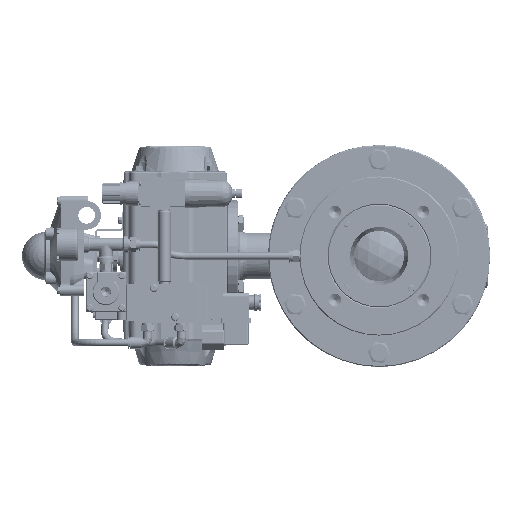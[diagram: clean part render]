
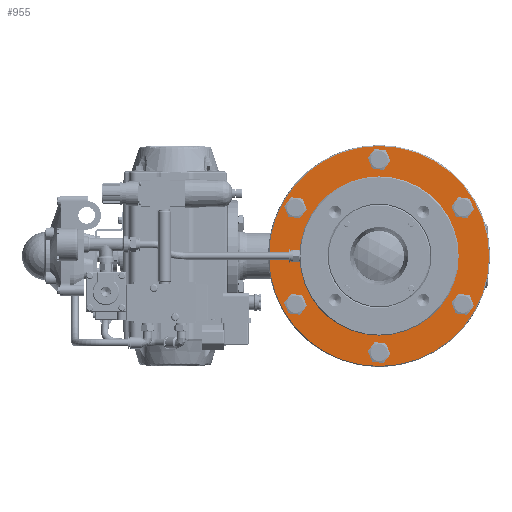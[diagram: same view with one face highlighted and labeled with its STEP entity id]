
A CAD part, left-side view. The second image highlights one B-rep face of the part: STEP entity #955.
In plain terms, the highlighted planar face has unit normal (-1, 0, 0).
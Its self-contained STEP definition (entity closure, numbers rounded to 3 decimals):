
#802=CARTESIAN_POINT('',(25.,89.0,0.0));
#803=VERTEX_POINT('',#802);
#804=CARTESIAN_POINT('',(25.0,0.,0.0));
#805=DIRECTION('',(1.0,0.0,0.0));
#806=DIRECTION('',(0.0,1.0,0.0));
#807=AXIS2_PLACEMENT_3D('',#804,#805,#806);
#808=CIRCLE('',#807,89.0);
#809=EDGE_CURVE('',#803,#803,#808,.T.);
#863=CARTESIAN_POINT('',(25.,123.0,0.));
#864=VERTEX_POINT('',#863);
#865=CARTESIAN_POINT('',(25.0,0.,0.0));
#866=DIRECTION('',(1.0,0.0,0.0));
#867=DIRECTION('',(0.0,-1.0,0.0));
#868=AXIS2_PLACEMENT_3D('',#865,#866,#867);
#869=CIRCLE('',#868,123.0);
#870=EDGE_CURVE('',#864,#864,#869,.T.);
#878=CARTESIAN_POINT('',(25.,106.5,0.0));
#879=DIRECTION('',(-1.0,0.0,0.0));
#880=DIRECTION('',(0.0,0.0,1.0));
#881=AXIS2_PLACEMENT_3D('',#878,#879,#880);
#882=PLANE('',#881);
#883=ORIENTED_EDGE('',*,*,#870,.F.);
#884=EDGE_LOOP('',(#883));
#885=FACE_OUTER_BOUND('',#884,.T.);
#886=ORIENTED_EDGE('',*,*,#809,.T.);
#887=EDGE_LOOP('',(#886));
#888=FACE_BOUND('',#887,.T.);
#889=CARTESIAN_POINT('',(25.0,0.,116.));
#890=VERTEX_POINT('',#889);
#891=CARTESIAN_POINT('',(25.0,0.,108.0));
#892=DIRECTION('',(1.0,0.0,0.0));
#893=DIRECTION('',(0.0,0.0,1.0));
#894=AXIS2_PLACEMENT_3D('',#891,#892,#893);
#895=CIRCLE('',#894,8.0);
#896=EDGE_CURVE('',#890,#890,#895,.T.);
#897=ORIENTED_EDGE('',*,*,#896,.T.);
#898=EDGE_LOOP('',(#897));
#899=FACE_BOUND('',#898,.T.);
#900=CARTESIAN_POINT('',(25.,-100.459,58.));
#901=VERTEX_POINT('',#900);
#902=CARTESIAN_POINT('',(25.,-93.531,54.));
#903=DIRECTION('',(1.0,0.,0.));
#904=DIRECTION('',(0.,-0.866,0.5));
#905=AXIS2_PLACEMENT_3D('',#902,#903,#904);
#906=CIRCLE('',#905,8.0);
#907=EDGE_CURVE('',#901,#901,#906,.T.);
#908=ORIENTED_EDGE('',*,*,#907,.T.);
#909=EDGE_LOOP('',(#908));
#910=FACE_BOUND('',#909,.T.);
#911=CARTESIAN_POINT('',(25.,-100.459,-58.));
#912=VERTEX_POINT('',#911);
#913=CARTESIAN_POINT('',(25.,-93.531,-54.));
#914=DIRECTION('',(1.,0.,0.));
#915=DIRECTION('',(0.,-0.866,-0.5));
#916=AXIS2_PLACEMENT_3D('',#913,#914,#915);
#917=CIRCLE('',#916,8.0);
#918=EDGE_CURVE('',#912,#912,#917,.T.);
#919=ORIENTED_EDGE('',*,*,#918,.T.);
#920=EDGE_LOOP('',(#919));
#921=FACE_BOUND('',#920,.T.);
#922=CARTESIAN_POINT('',(25.,0.,-116.));
#923=VERTEX_POINT('',#922);
#924=CARTESIAN_POINT('',(25.0,0.,-108.0));
#925=DIRECTION('',(1.0,0.0,0.0));
#926=DIRECTION('',(0.0,0.0,-1.0));
#927=AXIS2_PLACEMENT_3D('',#924,#925,#926);
#928=CIRCLE('',#927,8.);
#929=EDGE_CURVE('',#923,#923,#928,.T.);
#930=ORIENTED_EDGE('',*,*,#929,.T.);
#931=EDGE_LOOP('',(#930));
#932=FACE_BOUND('',#931,.T.);
#933=CARTESIAN_POINT('',(25.,100.459,-58.));
#934=VERTEX_POINT('',#933);
#935=CARTESIAN_POINT('',(25.,93.531,-54.));
#936=DIRECTION('',(1.,0.,0.));
#937=DIRECTION('',(0.,0.866,-0.5));
#938=AXIS2_PLACEMENT_3D('',#935,#936,#937);
#939=CIRCLE('',#938,8.0);
#940=EDGE_CURVE('',#934,#934,#939,.T.);
#941=ORIENTED_EDGE('',*,*,#940,.T.);
#942=EDGE_LOOP('',(#941));
#943=FACE_BOUND('',#942,.T.);
#944=CARTESIAN_POINT('',(25.,100.459,58.));
#945=VERTEX_POINT('',#944);
#946=CARTESIAN_POINT('',(25.,93.531,54.));
#947=DIRECTION('',(1.,0.,0.));
#948=DIRECTION('',(0.,0.866,0.5));
#949=AXIS2_PLACEMENT_3D('',#946,#947,#948);
#950=CIRCLE('',#949,8.0);
#951=EDGE_CURVE('',#945,#945,#950,.T.);
#952=ORIENTED_EDGE('',*,*,#951,.T.);
#953=EDGE_LOOP('',(#952));
#954=FACE_BOUND('',#953,.T.);
#955=ADVANCED_FACE('',(#885,#888,#899,#910,#921,#932,#943,#954),#882,.T.);
